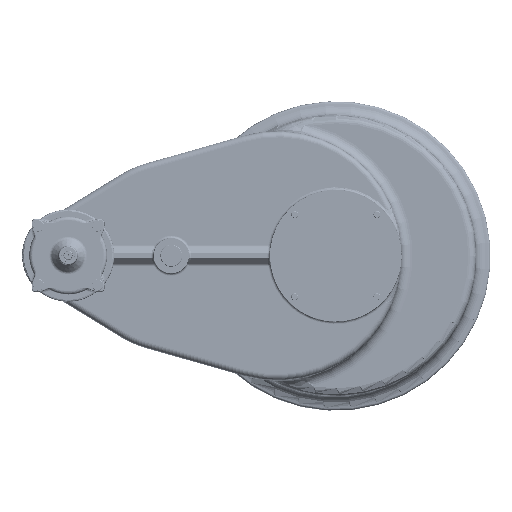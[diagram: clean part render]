
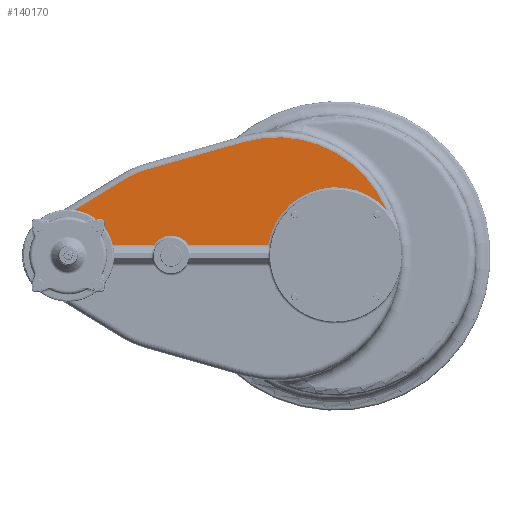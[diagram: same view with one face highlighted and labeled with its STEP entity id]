
A CAD part, top view. The second image highlights one B-rep face of the part: STEP entity #140170.
In plain terms, the highlighted planar face has unit normal (0, 0, 1).
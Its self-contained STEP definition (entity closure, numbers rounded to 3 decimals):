
#6922=LINE('',#214952,#15428);
#6923=LINE('',#214955,#15429);
#6924=LINE('',#214959,#15430);
#6925=LINE('',#214961,#15431);
#6926=LINE('',#214965,#15432);
#6927=LINE('',#214967,#15433);
#15428=VECTOR('',#166315,1000.);
#15429=VECTOR('',#166318,1000.);
#15430=VECTOR('',#166321,1000.);
#15431=VECTOR('',#166322,1000.);
#15432=VECTOR('',#166325,1000.);
#15433=VECTOR('',#166326,1000.);
#23638=PLANE('',#148457);
#30218=ORIENTED_EDGE('',*,*,#73792,.T.);
#30219=ORIENTED_EDGE('',*,*,#73793,.T.);
#30220=ORIENTED_EDGE('',*,*,#73760,.T.);
#30221=ORIENTED_EDGE('',*,*,#73794,.T.);
#30222=ORIENTED_EDGE('',*,*,#73795,.T.);
#30223=ORIENTED_EDGE('',*,*,#73796,.T.);
#30224=ORIENTED_EDGE('',*,*,#73797,.T.);
#30225=ORIENTED_EDGE('',*,*,#73798,.T.);
#30226=ORIENTED_EDGE('',*,*,#73799,.T.);
#30227=ORIENTED_EDGE('',*,*,#73800,.T.);
#30228=ORIENTED_EDGE('',*,*,#73801,.T.);
#73760=EDGE_CURVE('',#95782,#95783,#109961,.T.);
#73792=EDGE_CURVE('',#95803,#95804,#109972,.T.);
#73793=EDGE_CURVE('',#95804,#95782,#6922,.T.);
#73794=EDGE_CURVE('',#95783,#95805,#109973,.F.);
#73795=EDGE_CURVE('',#95805,#95806,#6923,.F.);
#73796=EDGE_CURVE('',#95806,#95807,#109974,.F.);
#73797=EDGE_CURVE('',#95807,#95808,#6924,.F.);
#73798=EDGE_CURVE('',#95808,#95809,#6925,.T.);
#73799=EDGE_CURVE('',#95809,#95810,#109975,.T.);
#73800=EDGE_CURVE('',#95810,#95811,#6926,.T.);
#73801=EDGE_CURVE('',#95811,#95803,#6927,.T.);
#95782=VERTEX_POINT('',#214761);
#95783=VERTEX_POINT('',#214762);
#95803=VERTEX_POINT('',#214950);
#95804=VERTEX_POINT('',#214951);
#95805=VERTEX_POINT('',#214954);
#95806=VERTEX_POINT('',#214956);
#95807=VERTEX_POINT('',#214958);
#95808=VERTEX_POINT('',#214960);
#95809=VERTEX_POINT('',#214962);
#95810=VERTEX_POINT('',#214964);
#95811=VERTEX_POINT('',#214966);
#109961=CIRCLE('',#148440,156.1);
#109972=CIRCLE('',#148458,46.);
#109973=CIRCLE('',#148459,270.);
#109974=CIRCLE('',#148460,204.);
#109975=CIRCLE('',#148461,24.);
#119278=EDGE_LOOP('',(#30218,#30219,#30220,#30221,#30222,#30223,#30224,
#30225,#30226,#30227,#30228));
#128120=FACE_BOUND('',#119278,.T.);
#140170=ADVANCED_FACE('',(#128120),#23638,.F.);
#148440=AXIS2_PLACEMENT_3D('',#214760,#166267,#166268);
#148457=AXIS2_PLACEMENT_3D('',#214948,#166311,#166312);
#148458=AXIS2_PLACEMENT_3D('',#214949,#166313,#166314);
#148459=AXIS2_PLACEMENT_3D('',#214953,#166316,#166317);
#148460=AXIS2_PLACEMENT_3D('',#214957,#166319,#166320);
#148461=AXIS2_PLACEMENT_3D('',#214963,#166323,#166324);
#166267=DIRECTION('',(0.,0.,-1.));
#166268=DIRECTION('',(-1.,0.,0.));
#166311=DIRECTION('',(0.,0.,-1.));
#166312=DIRECTION('',(-1.,0.,0.));
#166313=DIRECTION('',(0.,0.,-1.));
#166314=DIRECTION('',(-1.,0.,0.));
#166315=DIRECTION('',(1.,0.,0.));
#166316=DIRECTION('',(0.,0.,-1.));
#166317=DIRECTION('',(-1.,0.,0.));
#166318=DIRECTION('',(0.962,0.274,0.));
#166319=DIRECTION('',(0.,0.,-1.));
#166320=DIRECTION('',(-1.,0.,0.));
#166321=DIRECTION('',(0.852,0.523,0.));
#166322=DIRECTION('',(1.,0.,0.));
#166323=DIRECTION('',(0.,0.,-1.));
#166324=DIRECTION('',(-1.,0.,0.));
#166325=DIRECTION('',(0.,-1.,0.));
#166326=DIRECTION('',(1.,0.,0.));
#214760=CARTESIAN_POINT('',(0.,0.,343.));
#214761=CARTESIAN_POINT('',(-154.323,23.485,343.));
#214762=CARTESIAN_POINT('',(114.093,106.537,343.));
#214948=CARTESIAN_POINT('',(-610.1,0.,343.));
#214949=CARTESIAN_POINT('',(-374.9,0.,343.));
#214950=CARTESIAN_POINT('',(-414.453,23.485,343.));
#214951=CARTESIAN_POINT('',(-335.347,23.485,343.));
#214952=CARTESIAN_POINT('',(-154.681,23.485,343.));
#214953=CARTESIAN_POINT('',(-134.,0.,343.));
#214954=CARTESIAN_POINT('',(-207.973,259.669,343.));
#214955=CARTESIAN_POINT('',(-430.79,196.194,343.));
#214956=CARTESIAN_POINT('',(-430.79,196.194,343.));
#214957=CARTESIAN_POINT('',(-374.9,0.,343.));
#214958=CARTESIAN_POINT('',(-481.584,173.881,343.));
#214959=CARTESIAN_POINT('',(-652.46,69.041,343.));
#214960=CARTESIAN_POINT('',(-637.043,78.5,343.));
#214961=CARTESIAN_POINT('',(-610.1,78.5,343.));
#214962=CARTESIAN_POINT('',(-555.6,78.5,343.));
#214963=CARTESIAN_POINT('',(-555.6,54.5,343.));
#214964=CARTESIAN_POINT('',(-531.6,54.5,343.));
#214965=CARTESIAN_POINT('',(-531.6,0.,343.));
#214966=CARTESIAN_POINT('',(-531.6,23.485,343.));
#214967=CARTESIAN_POINT('',(-413.355,23.485,343.));
